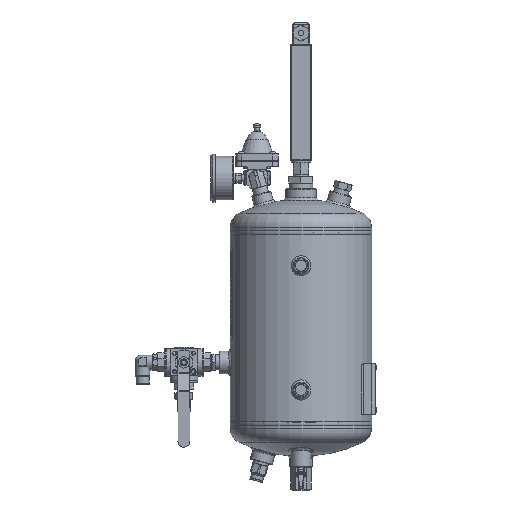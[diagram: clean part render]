
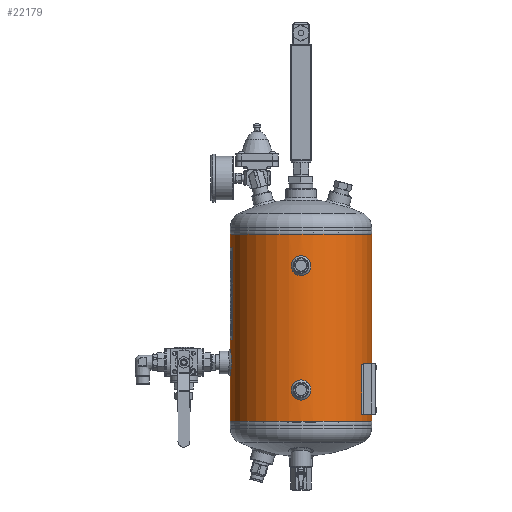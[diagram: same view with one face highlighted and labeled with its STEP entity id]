
A CAD part, front view. The second image highlights one B-rep face of the part: STEP entity #22179.
In plain terms, the highlighted cylindrical face has radius 100 mm (diameter 200 mm), a partial arc.
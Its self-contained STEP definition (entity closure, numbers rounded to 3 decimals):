
#1521=B_SPLINE_CURVE_WITH_KNOTS('',3,(#38668,#38669,#38670,#38671,#38672,
#38673,#38674,#38675,#38676,#38677,#38678,#38679,#38680,#38681,#38682,#38683,
#38684,#38685,#38686),.UNSPECIFIED.,.T.,.F.,(1,1,1,1,1,1,1,1,1,1,1,1,1,
1,1,1,1,1,1,1,1,1,1),(-0.012,-0.008,-0.004,
0.,0.004,0.008,0.012,0.016,
0.02,0.023,0.027,0.031,
0.035,0.039,0.043,0.047,
0.051,0.055,0.059,0.063,
0.066,0.07,0.074),.UNSPECIFIED.);
#1522=B_SPLINE_CURVE_WITH_KNOTS('',3,(#38688,#38689,#38690,#38691,#38692,
#38693,#38694,#38695,#38696,#38697,#38698,#38699,#38700,#38701,#38702,#38703,
#38704,#38705,#38706),.UNSPECIFIED.,.T.,.F.,(1,1,1,1,1,1,1,1,1,1,1,1,1,
1,1,1,1,1,1,1,1,1,1),(-0.012,-0.008,-0.004,
0.,0.004,0.008,0.012,
0.016,0.02,0.023,0.027,
0.031,0.035,0.039,0.043,
0.047,0.051,0.055,0.059,
0.063,0.066,0.07,0.074),
 .UNSPECIFIED.);
#1523=B_SPLINE_CURVE_WITH_KNOTS('',3,(#38708,#38709,#38710,#38711,#38712,
#38713,#38714,#38715,#38716,#38717,#38718,#38719,#38720,#38721,#38722,#38723,
#38724,#38725,#38726),.UNSPECIFIED.,.T.,.F.,(1,1,1,1,1,1,1,1,1,1,1,1,1,
1,1,1,1,1,1,1,1,1,1),(-0.018,-0.012,-0.006,
0.,0.006,0.012,0.018,0.023,
0.029,0.035,0.041,0.047,
0.053,0.059,0.065,0.07,
0.076,0.082,0.088,0.094,
0.1,0.106,0.112),.UNSPECIFIED.);
#2498=LINE('',#38728,#3622);
#2499=LINE('',#38733,#3623);
#3622=VECTOR('',#32483,1000.);
#3623=VECTOR('',#32486,1000.);
#4751=ORIENTED_EDGE('',*,*,#11017,.T.);
#4752=ORIENTED_EDGE('',*,*,#11018,.T.);
#4753=ORIENTED_EDGE('',*,*,#11019,.T.);
#4754=ORIENTED_EDGE('',*,*,#11020,.T.);
#4755=ORIENTED_EDGE('',*,*,#11021,.T.);
#4756=ORIENTED_EDGE('',*,*,#11022,.F.);
#4757=ORIENTED_EDGE('',*,*,#11023,.F.);
#11017=EDGE_CURVE('',#14150,#14150,#1521,.T.);
#11018=EDGE_CURVE('',#14151,#14151,#1522,.T.);
#11019=EDGE_CURVE('',#14152,#14152,#1523,.T.);
#11020=EDGE_CURVE('',#14153,#14154,#2498,.T.);
#11021=EDGE_CURVE('',#14154,#14155,#16363,.T.);
#11022=EDGE_CURVE('',#14156,#14155,#2499,.T.);
#11023=EDGE_CURVE('',#14153,#14156,#16364,.T.);
#14150=VERTEX_POINT('',#38687);
#14151=VERTEX_POINT('',#38707);
#14152=VERTEX_POINT('',#38727);
#14153=VERTEX_POINT('',#38729);
#14154=VERTEX_POINT('',#38730);
#14155=VERTEX_POINT('',#38732);
#14156=VERTEX_POINT('',#38734);
#16363=CIRCLE('',#29975,100.);
#16364=CIRCLE('',#29976,100.);
#17373=EDGE_LOOP('',(#4751));
#17374=EDGE_LOOP('',(#4752));
#17375=EDGE_LOOP('',(#4753));
#17376=EDGE_LOOP('',(#4754,#4755,#4756,#4757));
#19585=FACE_BOUND('',#17373,.T.);
#19586=FACE_BOUND('',#17374,.T.);
#19587=FACE_BOUND('',#17375,.T.);
#19588=FACE_BOUND('',#17376,.T.);
#21801=CYLINDRICAL_SURFACE('',#29974,100.);
#22179=ADVANCED_FACE('',(#19585,#19586,#19587,#19588),#21801,.T.);
#29974=AXIS2_PLACEMENT_3D('',#38667,#32481,#32482);
#29975=AXIS2_PLACEMENT_3D('',#38731,#32484,#32485);
#29976=AXIS2_PLACEMENT_3D('',#38735,#32487,#32488);
#32481=DIRECTION('',(0.,-1.,0.));
#32482=DIRECTION('',(0.,0.,-1.));
#32483=DIRECTION('',(0.,-1.,0.));
#32484=DIRECTION('',(0.,1.,0.));
#32485=DIRECTION('',(1.,0.,0.));
#32486=DIRECTION('',(0.,-1.,0.));
#32487=DIRECTION('',(0.,1.,0.));
#32488=DIRECTION('',(1.,0.,0.));
#38667=CARTESIAN_POINT('',(0.,265.,0.));
#38668=CARTESIAN_POINT('',(-9.473,48.444,-99.554));
#38669=CARTESIAN_POINT('',(-10.262,44.497,-99.471));
#38670=CARTESIAN_POINT('',(-9.477,40.569,-99.553));
#38671=CARTESIAN_POINT('',(-7.254,37.244,-99.75));
#38672=CARTESIAN_POINT('',(-3.93,35.023,-99.946));
#38673=CARTESIAN_POINT('',(-0.006,34.24,-100.027));
#38674=CARTESIAN_POINT('',(3.922,35.019,-99.946));
#38675=CARTESIAN_POINT('',(7.252,37.242,-99.75));
#38676=CARTESIAN_POINT('',(9.478,40.57,-99.553));
#38677=CARTESIAN_POINT('',(10.26,44.496,-99.472));
#38678=CARTESIAN_POINT('',(9.481,48.422,-99.553));
#38679=CARTESIAN_POINT('',(7.262,51.747,-99.749));
#38680=CARTESIAN_POINT('',(3.94,53.974,-99.945));
#38681=CARTESIAN_POINT('',(0.01,54.761,-100.027));
#38682=CARTESIAN_POINT('',(-3.923,53.981,-99.946));
#38683=CARTESIAN_POINT('',(-7.249,51.759,-99.75));
#38684=CARTESIAN_POINT('',(-9.473,48.444,-99.554));
#38685=CARTESIAN_POINT('',(-10.262,44.497,-99.471));
#38686=CARTESIAN_POINT('',(-9.477,40.569,-99.553));
#38687=CARTESIAN_POINT('',(-10.,44.5,-99.499));
#38688=CARTESIAN_POINT('',(3.944,229.973,-99.945));
#38689=CARTESIAN_POINT('',(-0.003,230.762,-100.027));
#38690=CARTESIAN_POINT('',(-3.931,229.977,-99.946));
#38691=CARTESIAN_POINT('',(-7.256,227.754,-99.75));
#38692=CARTESIAN_POINT('',(-9.477,224.43,-99.553));
#38693=CARTESIAN_POINT('',(-10.26,220.506,-99.472));
#38694=CARTESIAN_POINT('',(-9.481,216.578,-99.553));
#38695=CARTESIAN_POINT('',(-7.258,213.248,-99.75));
#38696=CARTESIAN_POINT('',(-3.93,211.022,-99.946));
#38697=CARTESIAN_POINT('',(-0.004,210.24,-100.027));
#38698=CARTESIAN_POINT('',(3.922,211.019,-99.946));
#38699=CARTESIAN_POINT('',(7.247,213.238,-99.75));
#38700=CARTESIAN_POINT('',(9.474,216.56,-99.554));
#38701=CARTESIAN_POINT('',(10.261,220.49,-99.471));
#38702=CARTESIAN_POINT('',(9.481,224.423,-99.553));
#38703=CARTESIAN_POINT('',(7.259,227.749,-99.749));
#38704=CARTESIAN_POINT('',(3.944,229.973,-99.945));
#38705=CARTESIAN_POINT('',(-0.003,230.762,-100.027));
#38706=CARTESIAN_POINT('',(-3.931,229.977,-99.946));
#38707=CARTESIAN_POINT('',(0.,230.5,-100.));
#38708=CARTESIAN_POINT('',(-98.994,187.429,14.208));
#38709=CARTESIAN_POINT('',(-98.806,181.503,15.395));
#38710=CARTESIAN_POINT('',(-98.993,175.608,14.214));
#38711=CARTESIAN_POINT('',(-99.436,170.625,10.88));
#38712=CARTESIAN_POINT('',(-99.878,167.295,5.9));
#38713=CARTESIAN_POINT('',(-100.061,166.117,0.009));
#38714=CARTESIAN_POINT('',(-99.879,167.288,-5.887));
#38715=CARTESIAN_POINT('',(-99.437,170.623,-10.879));
#38716=CARTESIAN_POINT('',(-98.992,175.61,-14.215));
#38717=CARTESIAN_POINT('',(-98.807,181.503,-15.391));
#38718=CARTESIAN_POINT('',(-98.992,187.396,-14.219));
#38719=CARTESIAN_POINT('',(-99.435,192.379,-10.892));
#38720=CARTESIAN_POINT('',(-99.877,195.718,-5.914));
#38721=CARTESIAN_POINT('',(-100.061,196.901,-0.013));
#38722=CARTESIAN_POINT('',(-99.878,195.728,5.889));
#38723=CARTESIAN_POINT('',(-99.437,192.395,10.874));
#38724=CARTESIAN_POINT('',(-98.994,187.429,14.208));
#38725=CARTESIAN_POINT('',(-98.806,181.503,15.395));
#38726=CARTESIAN_POINT('',(-98.993,175.608,14.214));
#38727=CARTESIAN_POINT('',(-98.869,181.508,15.));
#38728=CARTESIAN_POINT('',(0.254,265.,100.));
#38729=CARTESIAN_POINT('',(0.254,265.,100.));
#38730=CARTESIAN_POINT('',(0.254,0.,100.));
#38731=CARTESIAN_POINT('',(0.,0.,0.));
#38732=CARTESIAN_POINT('',(-0.254,0.,100.));
#38733=CARTESIAN_POINT('',(-0.254,265.,100.));
#38734=CARTESIAN_POINT('',(-0.254,265.,100.));
#38735=CARTESIAN_POINT('',(0.,265.,0.));
